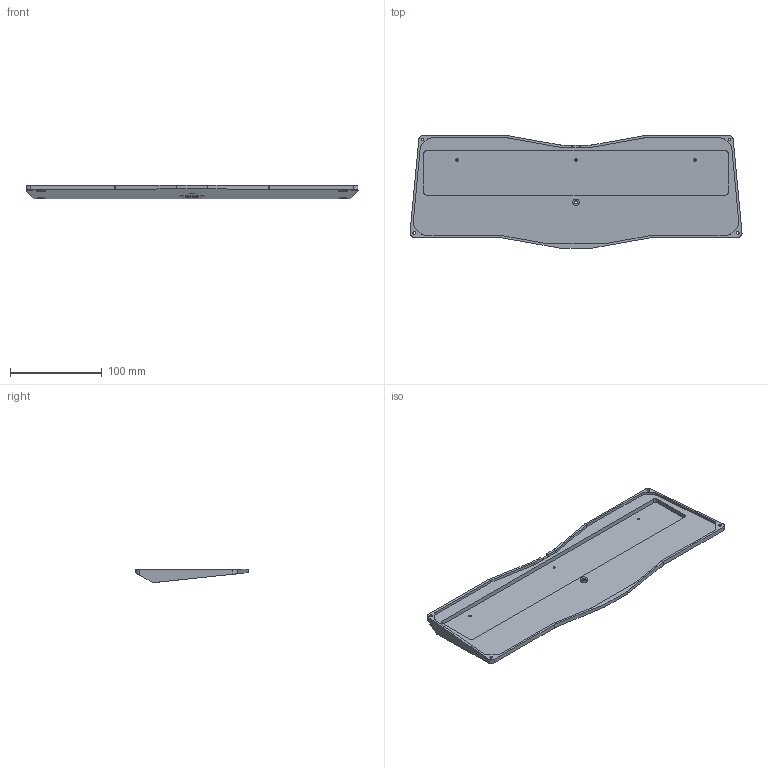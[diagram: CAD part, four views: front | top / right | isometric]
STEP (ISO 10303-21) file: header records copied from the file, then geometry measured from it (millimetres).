
FILE_DESCRIPTION(('FreeCAD Model'),'2;1');
FILE_NAME('Open CASCADE Shape Model','2021-02-03T21:50:01',('Author'),( ''),'Open CASCADE STEP processor 7.4','FreeCAD','Unknown');
FILE_SCHEMA(('AUTOMOTIVE_DESIGN { 1 0 10303 214 1 1 1 1 }'));
Length unit declared in the file: millimetre
Products named in the file (1): Body
Bounding box: 362.67 x 122.91 x 14.48 mm (x, y, z)
Volume: 177562.3 mm3; surface area: 92774.3 mm2
Topology: 1 solids, 1 shells, 138 faces, 373 edges, 254 vertices
Faces by surface type: plane 74, cylinder 64
Full cylindrical faces by diameter (mm): 2.5 x3, 2.9 x5, 5 x5, 7 x1, 10.5 x4, 23.65 x1, 27.95 x1
Entity records: 10077 total; most frequent: CARTESIAN_POINT 2568, DIRECTION 1435, LINE 792, VECTOR 792, ORIENTED_EDGE 746, PCURVE 746, DEFINITIONAL_REPRESENTATION 746, EDGE_CURVE 373
